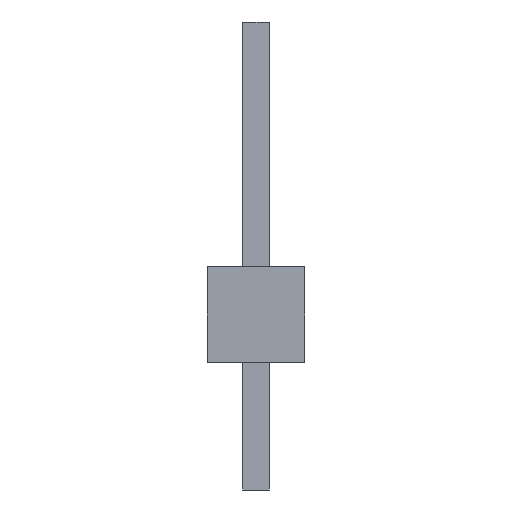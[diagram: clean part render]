
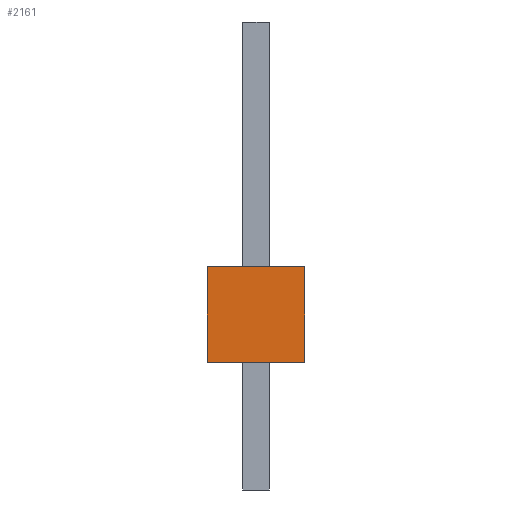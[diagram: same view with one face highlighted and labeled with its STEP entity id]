
A CAD part, left-side view. The second image highlights one B-rep face of the part: STEP entity #2161.
In plain terms, the highlighted planar face has unit normal (-1, 0, 0).
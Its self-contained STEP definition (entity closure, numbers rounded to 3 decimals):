
#158=DIRECTION('',(0.,0.,-1.));
#159=VECTOR('',#158,2.286);
#160=CARTESIAN_POINT('',(-7.417,1.168,0.));
#161=LINE('',#160,#159);
#330=DIRECTION('',(0.,-1.,0.));
#331=VECTOR('',#330,2.337);
#332=CARTESIAN_POINT('',(-7.417,1.168,-2.286));
#333=LINE('',#332,#331);
#458=DIRECTION('',(0.,-1.,0.));
#459=VECTOR('',#458,2.337);
#460=CARTESIAN_POINT('',(-7.417,1.168,0.));
#461=LINE('',#460,#459);
#658=DIRECTION('',(0.,0.,-1.));
#659=VECTOR('',#658,2.286);
#660=CARTESIAN_POINT('',(-7.417,-1.168,0.));
#661=LINE('',#660,#659);
#1406=CARTESIAN_POINT('',(-7.417,1.168,0.));
#1407=CARTESIAN_POINT('',(-7.417,1.168,-2.286));
#1408=VERTEX_POINT('',#1406);
#1409=VERTEX_POINT('',#1407);
#1414=CARTESIAN_POINT('',(-7.417,-1.168,0.));
#1415=CARTESIAN_POINT('',(-7.417,-1.168,-2.286));
#1416=VERTEX_POINT('',#1414);
#1417=VERTEX_POINT('',#1415);
#2148=CARTESIAN_POINT('',(-7.417,1.168,0.));
#2149=DIRECTION('',(-1.,0.,0.));
#2150=DIRECTION('',(0.,0.,-1.));
#2151=AXIS2_PLACEMENT_3D('',#2148,#2149,#2150);
#2152=PLANE('',#2151);
#2153=ORIENTED_EDGE('',*,*,#1847,.F.);
#2155=ORIENTED_EDGE('',*,*,#2154,.T.);
#2157=ORIENTED_EDGE('',*,*,#2156,.T.);
#2158=ORIENTED_EDGE('',*,*,#1996,.F.);
#2159=EDGE_LOOP('',(#2153,#2155,#2157,#2158));
#2160=FACE_OUTER_BOUND('',#2159,.F.);
#1847=EDGE_CURVE('',#1408,#1409,#161,.T.);
#1996=EDGE_CURVE('',#1409,#1417,#333,.T.);
#2154=EDGE_CURVE('',#1408,#1416,#461,.T.);
#2156=EDGE_CURVE('',#1416,#1417,#661,.T.);
#2161=ADVANCED_FACE('',(#2160),#2152,.T.);
